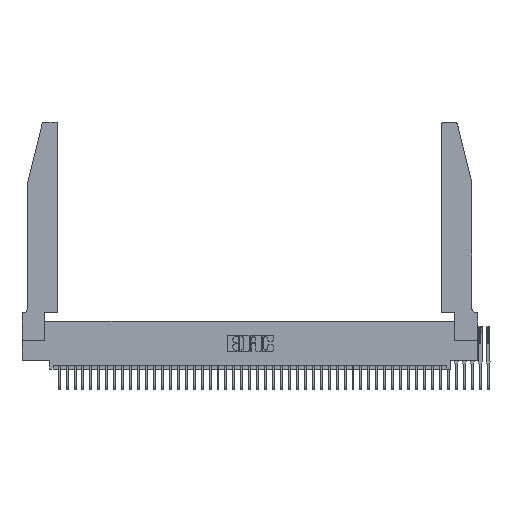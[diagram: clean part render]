
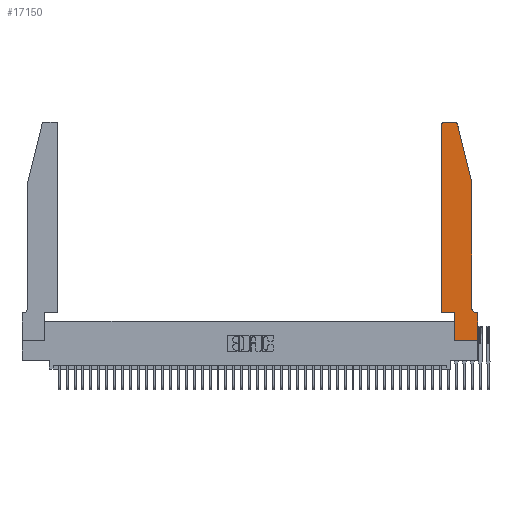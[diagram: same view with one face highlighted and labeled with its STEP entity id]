
A CAD part, top view. The second image highlights one B-rep face of the part: STEP entity #17150.
In plain terms, the highlighted face is planar.
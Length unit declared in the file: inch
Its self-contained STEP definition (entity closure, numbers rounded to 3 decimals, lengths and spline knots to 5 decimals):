
#81 = CIRCLE ( 'NONE', #36127, 0.03 ) ;
#817 = CARTESIAN_POINT ( 'NONE',  ( 0.4505, 2.72, 0. ) ) ;
#880 = VERTEX_POINT ( 'NONE', #23574 ) ;
#1406 = CIRCLE ( 'NONE', #31586, 0.03 ) ;
#1576 = EDGE_CURVE ( 'NONE', #34837, #5675, #31634, .T. ) ;
#2278 = DIRECTION ( 'NONE',  ( 0., 0., -1. ) ) ;
#2656 = CARTESIAN_POINT ( 'NONE',  ( 0.0755, 2., 0. ) ) ;
#2696 = ORIENTED_EDGE ( 'NONE', *, *, #11943, .F. ) ;
#2803 = DIRECTION ( 'NONE',  ( -0.239, -0.971, 0. ) ) ;
#4102 = DIRECTION ( 'NONE',  ( 0., 1., 0. ) ) ;
#4604 = VERTEX_POINT ( 'NONE', #38715 ) ;
#4985 = ORIENTED_EDGE ( 'NONE', *, *, #17818, .F. ) ;
#5086 = PLANE ( 'NONE',  #23142 ) ;
#5163 = EDGE_CURVE ( 'NONE', #9072, #23660, #33442, .T. ) ;
#5675 = VERTEX_POINT ( 'NONE', #37289 ) ;
#5983 = CARTESIAN_POINT ( 'NONE',  ( 0.284, 2.72, 0. ) ) ;
#6012 = DIRECTION ( 'NONE',  ( 0., 0., -1. ) ) ;
#6203 = CARTESIAN_POINT ( 'NONE',  ( 0.2865, 0., 0. ) ) ;
#6428 = FACE_OUTER_BOUND ( 'NONE', #29365, .T. ) ;
#6534 = EDGE_CURVE ( 'NONE', #12141, #34862, #37689, .T. ) ;
#6879 = LINE ( 'NONE', #30868, #23880 ) ;
#6891 = ORIENTED_EDGE ( 'NONE', *, *, #13566, .F. ) ;
#6991 = AXIS2_PLACEMENT_3D ( 'NONE', #21538, #2278, #24683 ) ;
#7723 = LINE ( 'NONE', #18345, #29069 ) ;
#8222 = VECTOR ( 'NONE', #4102, 39.37008 ) ;
#8347 = DIRECTION ( 'NONE',  ( 0., 0., 1. ) ) ;
#8753 = CARTESIAN_POINT ( 'NONE',  ( 0.4205, 2.75, 0. ) ) ;
#9072 = VERTEX_POINT ( 'NONE', #8753 ) ;
#9272 = DIRECTION ( 'NONE',  ( 1., 0., 0. ) ) ;
#11767 = DIRECTION ( 'NONE',  ( 1., 0., 0. ) ) ;
#11943 = EDGE_CURVE ( 'NONE', #4604, #12141, #19291, .T. ) ;
#12141 = VERTEX_POINT ( 'NONE', #16629 ) ;
#13566 = EDGE_CURVE ( 'NONE', #880, #27616, #15643, .T. ) ;
#13710 = CARTESIAN_POINT ( 'NONE',  ( 0.2865, 0.35, 0. ) ) ;
#14301 = CARTESIAN_POINT ( 'NONE',  ( 0.4505, 0.35, 0. ) ) ;
#14424 = VERTEX_POINT ( 'NONE', #6203 ) ;
#14546 = VERTEX_POINT ( 'NONE', #16468 ) ;
#14868 = VECTOR ( 'NONE', #38347, 39.37008 ) ;
#15643 = LINE ( 'NONE', #14301, #31406 ) ;
#16360 = DIRECTION ( 'NONE',  ( 0., -1., 0. ) ) ;
#16367 = ORIENTED_EDGE ( 'NONE', *, *, #41124, .F. ) ;
#16411 = CARTESIAN_POINT ( 'NONE',  ( 0.0755, 0.35, 0. ) ) ;
#16456 = ORIENTED_EDGE ( 'NONE', *, *, #37487, .F. ) ;
#16468 = CARTESIAN_POINT ( 'NONE',  ( 0.2865, 0.35, 0. ) ) ;
#16571 = ORIENTED_EDGE ( 'NONE', *, *, #5163, .F. ) ;
#16629 = CARTESIAN_POINT ( 'NONE',  ( 0.0755, 2., 0. ) ) ;
#17150 = ADVANCED_FACE ( 'NONE', ( #6428 ), #5086, .F. ) ;
#17818 = EDGE_CURVE ( 'NONE', #5675, #40324, #6879, .T. ) ;
#18345 = CARTESIAN_POINT ( 'NONE',  ( 0.4505, 0.35, 0. ) ) ;
#18645 = CARTESIAN_POINT ( 'NONE',  ( 0.0055, 0.35, 0. ) ) ;
#19264 = DIRECTION ( 'NONE',  ( -1., 0., 0. ) ) ;
#19291 = LINE ( 'NONE', #2656, #38865 ) ;
#20712 = DIRECTION ( 'NONE',  ( 0., 1., 0. ) ) ;
#21538 = CARTESIAN_POINT ( 'NONE',  ( 0.0055, 0.42, 0. ) ) ;
#21548 = DIRECTION ( 'NONE',  ( 1., 0., 0. ) ) ;
#23142 = AXIS2_PLACEMENT_3D ( 'NONE', #27400, #8347, #30525 ) ;
#23156 = VECTOR ( 'NONE', #19264, 39.37008 ) ;
#23574 = CARTESIAN_POINT ( 'NONE',  ( 0.4505, 0.35, 0. ) ) ;
#23660 = VERTEX_POINT ( 'NONE', #27882 ) ;
#23880 = VECTOR ( 'NONE', #33995, 39.37008 ) ;
#24638 = EDGE_CURVE ( 'NONE', #34862, #34837, #30106, .T. ) ;
#24683 = DIRECTION ( 'NONE',  ( -1., 0., 0. ) ) ;
#25120 = CARTESIAN_POINT ( 'NONE',  ( 0.4205, 2.72, 0. ) ) ;
#25952 = LINE ( 'NONE', #27549, #34258 ) ;
#27400 = CARTESIAN_POINT ( 'NONE',  ( 0., 0.35, 0. ) ) ;
#27549 = CARTESIAN_POINT ( 'NONE',  ( 0., 0., 0. ) ) ;
#27616 = VERTEX_POINT ( 'NONE', #817 ) ;
#27882 = CARTESIAN_POINT ( 'NONE',  ( 0.284, 2.75, 0. ) ) ;
#28251 = DIRECTION ( 'NONE',  ( 0., 0., -1. ) ) ;
#28282 = DIRECTION ( 'NONE',  ( 1., 0., 0. ) ) ;
#29069 = VECTOR ( 'NONE', #21548, 39.37008 ) ;
#29185 = EDGE_CURVE ( 'NONE', #40324, #14424, #25952, .T. ) ;
#29365 = EDGE_LOOP ( 'NONE', ( #2696, #38912, #16571, #37622, #6891, #16367, #16456, #34222, #4985, #34764, #38713, #35308 ) ) ;
#30106 = CIRCLE ( 'NONE', #6991, 0.07 ) ;
#30525 = DIRECTION ( 'NONE',  ( 1., 0., 0. ) ) ;
#30868 = CARTESIAN_POINT ( 'NONE',  ( 0., 0., 0. ) ) ;
#31354 = VECTOR ( 'NONE', #16360, 39.37008 ) ;
#31406 = VECTOR ( 'NONE', #20712, 39.37008 ) ;
#31586 = AXIS2_PLACEMENT_3D ( 'NONE', #25120, #6012, #28282 ) ;
#31634 = LINE ( 'NONE', #16411, #14868 ) ;
#33019 = EDGE_CURVE ( 'NONE', #9072, #27616, #1406, .T. ) ;
#33442 = LINE ( 'NONE', #39972, #23156 ) ;
#33995 = DIRECTION ( 'NONE',  ( 0., -1., 0. ) ) ;
#34222 = ORIENTED_EDGE ( 'NONE', *, *, #29185, .F. ) ;
#34258 = VECTOR ( 'NONE', #11767, 39.37008 ) ;
#34764 = ORIENTED_EDGE ( 'NONE', *, *, #1576, .F. ) ;
#34837 = VERTEX_POINT ( 'NONE', #18645 ) ;
#34862 = VERTEX_POINT ( 'NONE', #40517 ) ;
#35162 = CARTESIAN_POINT ( 'NONE',  ( 0.0755, 2., 0. ) ) ;
#35308 = ORIENTED_EDGE ( 'NONE', *, *, #6534, .F. ) ;
#36127 = AXIS2_PLACEMENT_3D ( 'NONE', #5983, #28251, #9272 ) ;
#37208 = EDGE_CURVE ( 'NONE', #4604, #23660, #81, .T. ) ;
#37289 = CARTESIAN_POINT ( 'NONE',  ( 0., 0.35, 0. ) ) ;
#37487 = EDGE_CURVE ( 'NONE', #14424, #14546, #39780, .T. ) ;
#37622 = ORIENTED_EDGE ( 'NONE', *, *, #33019, .T. ) ;
#37689 = LINE ( 'NONE', #35162, #31354 ) ;
#38347 = DIRECTION ( 'NONE',  ( -1., 0., 0. ) ) ;
#38713 = ORIENTED_EDGE ( 'NONE', *, *, #24638, .F. ) ;
#38715 = CARTESIAN_POINT ( 'NONE',  ( 0.25487, 2.72718, 0. ) ) ;
#38865 = VECTOR ( 'NONE', #2803, 39.37008 ) ;
#38912 = ORIENTED_EDGE ( 'NONE', *, *, #37208, .T. ) ;
#39755 = CARTESIAN_POINT ( 'NONE',  ( 0., 0., 0. ) ) ;
#39780 = LINE ( 'NONE', #13710, #8222 ) ;
#39972 = CARTESIAN_POINT ( 'NONE',  ( 0.2605, 2.75, 0. ) ) ;
#40324 = VERTEX_POINT ( 'NONE', #39755 ) ;
#40517 = CARTESIAN_POINT ( 'NONE',  ( 0.0755, 0.42, 0. ) ) ;
#41124 = EDGE_CURVE ( 'NONE', #14546, #880, #7723, .T. ) ;
